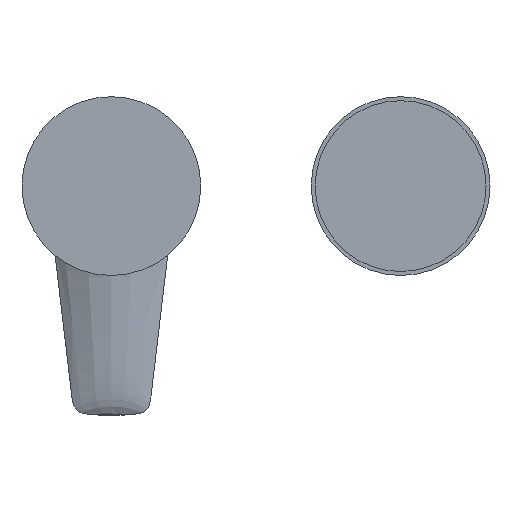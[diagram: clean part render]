
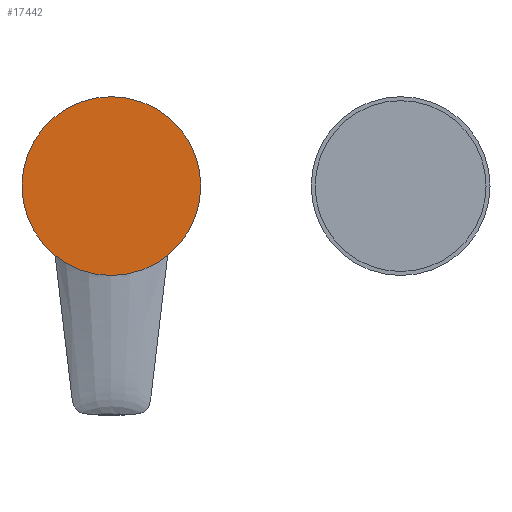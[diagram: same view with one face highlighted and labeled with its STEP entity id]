
A CAD part, left-side view. The second image highlights one B-rep face of the part: STEP entity #17442.
In plain terms, the highlighted planar face has unit normal (-1, 0, 0).
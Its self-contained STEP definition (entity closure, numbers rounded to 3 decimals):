
#5178=PLANE('',#18336);
#5860=ORIENTED_EDGE('',*,*,#10358,.F.);
#10358=EDGE_CURVE('',#13260,#13260,#15322,.T.);
#13260=VERTEX_POINT('',#23899);
#15322=CIRCLE('',#18337,34.);
#15631=EDGE_LOOP('',(#5860));
#16529=FACE_BOUND('',#15631,.T.);
#17442=ADVANCED_FACE('',(#16529),#5178,.F.);
#18336=AXIS2_PLACEMENT_3D('',#23897,#19378,#19379);
#18337=AXIS2_PLACEMENT_3D('',#23898,#19380,#19381);
#19378=DIRECTION('',(1.,0.,0.));
#19379=DIRECTION('',(0.,-0.94,-0.342));
#19380=DIRECTION('',(1.,0.,0.));
#19381=DIRECTION('',(0.,-0.94,-0.342));
#23897=CARTESIAN_POINT('',(67.5,-23.,-7.276));
#23898=CARTESIAN_POINT('',(67.5,-23.,-7.276));
#23899=CARTESIAN_POINT('',(67.5,-54.95,-18.905));
